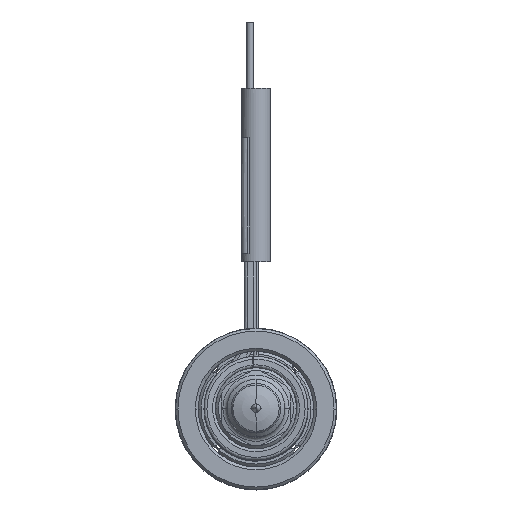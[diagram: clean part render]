
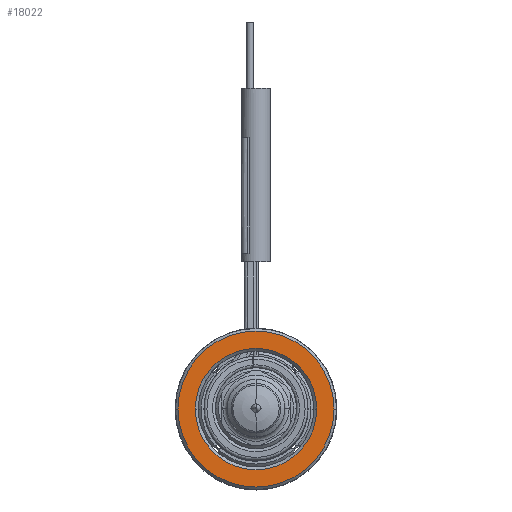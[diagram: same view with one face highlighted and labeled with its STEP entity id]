
A CAD part, top view. The second image highlights one B-rep face of the part: STEP entity #18022.
In plain terms, the highlighted planar face has unit normal (0, 0, 1).
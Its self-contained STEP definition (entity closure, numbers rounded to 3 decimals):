
#6116=CARTESIAN_POINT('',(0.,0.,22.));
#6117=DIRECTION('',(0.,0.,-1.));
#6118=DIRECTION('',(-1.,0.,0.));
#6119=AXIS2_PLACEMENT_3D('',#6116,#6117,#6118);
#6130=CARTESIAN_POINT('',(0.,0.,
22.));
#6131=DIRECTION('',(0.,0.,-1.));
#6132=DIRECTION('',(1.,0.,0.));
#6133=AXIS2_PLACEMENT_3D('',#6130,#6131,#6132);
#6144=CARTESIAN_POINT('',(0.,0.,
22.));
#6145=DIRECTION('',(0.,0.,-1.));
#6146=DIRECTION('',(1.,0.,0.));
#6147=AXIS2_PLACEMENT_3D('',#6144,#6145,#6146);
#6158=CARTESIAN_POINT('',(0.,0.,
22.));
#6159=DIRECTION('',(0.,0.,-1.));
#6160=DIRECTION('',(-1.,0.,0.));
#6161=AXIS2_PLACEMENT_3D('',#6158,#6159,#6160);
#7618=CARTESIAN_POINT('',(13.5,0.,22.));
#7619=CARTESIAN_POINT('',(-13.5,0.,22.));
#7620=VERTEX_POINT('',#7618);
#7621=VERTEX_POINT('',#7619);
#7622=CARTESIAN_POINT('',(10.5,0.,22.));
#7623=CARTESIAN_POINT('',(-10.5,0.,22.));
#7624=VERTEX_POINT('',#7622);
#7625=VERTEX_POINT('',#7623);
#18007=CARTESIAN_POINT('',(0.,0.,22.));
#18008=DIRECTION('',(0.,0.,1.));
#18009=DIRECTION('',(-1.,0.,0.));
#18010=AXIS2_PLACEMENT_3D('',#18007,#18008,#18009);
#18011=PLANE('',#18010);
#18012=ORIENTED_EDGE('',*,*,#17989,.T.);
#18013=ORIENTED_EDGE('',*,*,#17974,.T.);
#18014=EDGE_LOOP('',(#18012,#18013));
#18015=FACE_OUTER_BOUND('',#18014,.F.);
#18017=ORIENTED_EDGE('',*,*,#18016,.F.);
#18019=ORIENTED_EDGE('',*,*,#18018,.F.);
#18020=EDGE_LOOP('',(#18017,#18019));
#18021=FACE_BOUND('',#18020,.F.);
#6120=CIRCLE('',#6119,13.5);
#6134=CIRCLE('',#6133,13.5);
#6148=CIRCLE('',#6147,10.5);
#6162=CIRCLE('',#6161,10.5);
#17974=EDGE_CURVE('',#7621,#7620,#6120,.T.);
#17989=EDGE_CURVE('',#7620,#7621,#6134,.T.);
#18016=EDGE_CURVE('',#7624,#7625,#6148,.T.);
#18018=EDGE_CURVE('',#7625,#7624,#6162,.T.);
#18022=ADVANCED_FACE('',(#18015,#18021),#18011,.T.);
